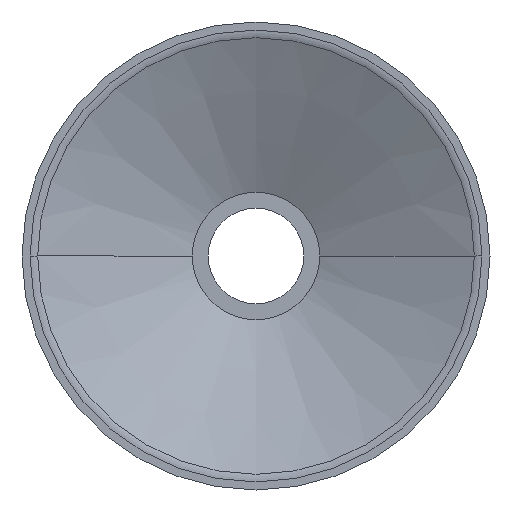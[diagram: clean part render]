
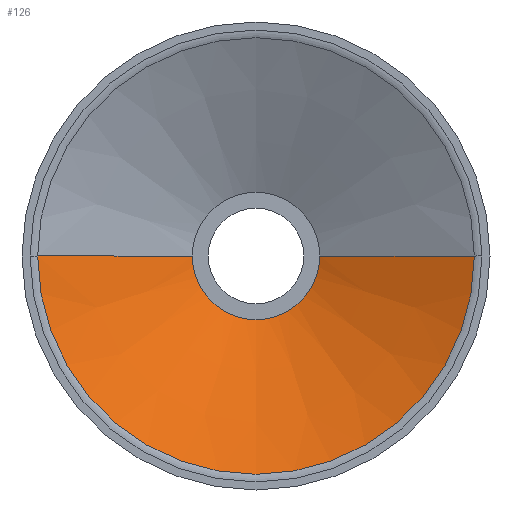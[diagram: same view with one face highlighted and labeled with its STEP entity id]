
A CAD part, front view. The second image highlights one B-rep face of the part: STEP entity #126.
In plain terms, the highlighted conical face has half-angle 65.274 degrees and reference radius 23.974 mm.
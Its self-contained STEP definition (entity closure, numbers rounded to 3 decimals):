
#126=ADVANCED_FACE('',(#323),#324,.F.);
#323=FACE_OUTER_BOUND('',#604,.T.);
#324=CONICAL_SURFACE('',#605,23.974,1.139);
#604=EDGE_LOOP('',(#3650,#3651,#3652,#3653));
#605=AXIS2_PLACEMENT_3D('',#3654,#3655,#3656);
#3650=ORIENTED_EDGE('',*,*,#4283,.T.);
#3651=ORIENTED_EDGE('',*,*,#4284,.T.);
#3652=ORIENTED_EDGE('',*,*,#4285,.F.);
#3653=ORIENTED_EDGE('',*,*,#4286,.F.);
#3654=CARTESIAN_POINT('',(0.,-17.317,0.0));
#3655=DIRECTION('',(0.,-1.0,0.0));
#3656=DIRECTION('',(1.0,0.,0.0));
#4283=EDGE_CURVE('',#4594,#4595,#4596,.T.);
#4284=EDGE_CURVE('',#4595,#4585,#4597,.T.);
#4285=EDGE_CURVE('',#4586,#4585,#4598,.T.);
#4286=EDGE_CURVE('',#4594,#4586,#4599,.T.);
#4585=VERTEX_POINT('',#5014);
#4586=VERTEX_POINT('',#5015);
#4594=VERTEX_POINT('',#5023);
#4595=VERTEX_POINT('',#5024);
#4596=CIRCLE('',#5025,7.0);
#4597=LINE('',#5026,#5027);
#4598=CIRCLE('',#5028,23.974);
#4599=LINE('',#5029,#5030);
#5014=CARTESIAN_POINT('',(-23.974,-17.317,0.));
#5015=CARTESIAN_POINT('',(23.974,-17.317,0.0));
#5023=CARTESIAN_POINT('',(7.0,-9.5,0.));
#5024=CARTESIAN_POINT('',(-7.0,-9.5,0.0));
#5025=AXIS2_PLACEMENT_3D('',#6654,#6655,#6656);
#5026=CARTESIAN_POINT('',(-23.974,-17.317,0.));
#5027=VECTOR('',#6657,1000.0);
#5028=AXIS2_PLACEMENT_3D('',#6658,#6659,#6660);
#5029=CARTESIAN_POINT('',(23.974,-17.317,0.0));
#5030=VECTOR('',#6661,1000.0);
#6654=CARTESIAN_POINT('',(0.,-9.5,0.0));
#6655=DIRECTION('',(0.,1.0,0.0));
#6656=DIRECTION('',(-1.0,0.,0.0));
#6657=DIRECTION('',(-0.908,-0.418,0.));
#6658=CARTESIAN_POINT('',(0.,-17.317,0.0));
#6659=DIRECTION('',(0.,1.0,0.0));
#6660=DIRECTION('',(-1.0,0.,0.0));
#6661=DIRECTION('',(0.908,-0.418,0.0));
